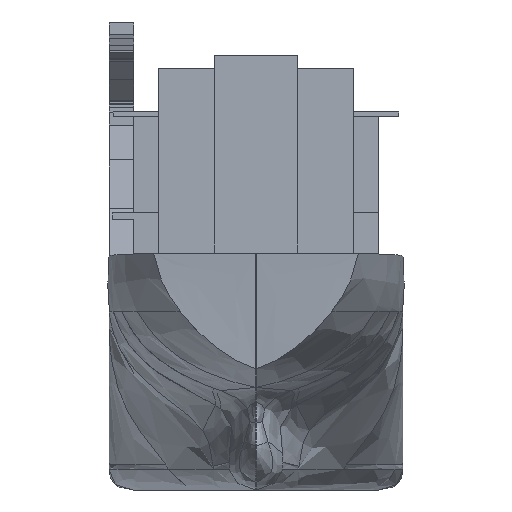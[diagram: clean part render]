
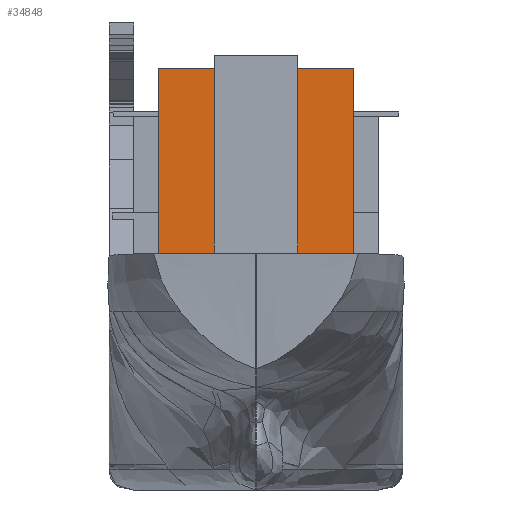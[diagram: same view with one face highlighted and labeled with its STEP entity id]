
A CAD part, left-side view. The second image highlights one B-rep face of the part: STEP entity #34848.
In plain terms, the highlighted planar face has unit normal (-1, 0, 0).
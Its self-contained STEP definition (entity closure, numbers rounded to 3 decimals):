
#8026=CARTESIAN_POINT('Control Point',(4800.,-10.,12664.324)) ;
#8027=CARTESIAN_POINT('Control Point',(4800.,0.,12664.324)) ;
#8028=CARTESIAN_POINT('Vertex',(4800.,0.,12664.324)) ;
#8030=CARTESIAN_POINT('Vertex',(4800.,-10.,12664.324)) ;
#8179=CARTESIAN_POINT('Vertex',(4800.,-5250.,12670.445)) ;
#8183=CARTESIAN_POINT('Control Point',(4800.,-10.,12664.324)) ;
#8184=CARTESIAN_POINT('Control Point',(4800.,-1755.64,12666.374)) ;
#8185=CARTESIAN_POINT('Control Point',(4800.,-3502.336,12668.415)) ;
#8186=CARTESIAN_POINT('Control Point',(4800.,-5250.,12670.445)) ;
#11633=CARTESIAN_POINT('Vertex',(4800.,10.,12664.324)) ;
#11637=CARTESIAN_POINT('Control Point',(4800.,10.,12664.324)) ;
#11638=CARTESIAN_POINT('Control Point',(4800.,1755.64,12666.374)) ;
#11639=CARTESIAN_POINT('Control Point',(4800.,3502.336,12668.415)) ;
#11640=CARTESIAN_POINT('Control Point',(4800.,5250.,12670.445)) ;
#11641=CARTESIAN_POINT('Vertex',(4800.,5250.,12670.445)) ;
#11706=CARTESIAN_POINT('Control Point',(4800.,10.,12664.324)) ;
#11707=CARTESIAN_POINT('Control Point',(4800.,0.,12664.324)) ;
#34753=CARTESIAN_POINT('Line Origine',(4800.,5250.,17710.223)) ;
#34757=CARTESIAN_POINT('Vertex',(4800.,5250.,22750.)) ;
#34822=CARTESIAN_POINT('Axis2P3D Location',(4800.,5250.,14950.)) ;
#34827=CARTESIAN_POINT('Line Origine',(4800.,-5250.,17710.223)) ;
#34831=CARTESIAN_POINT('Vertex',(4800.,-5250.,22750.)) ;
#34834=CARTESIAN_POINT('Line Origine',(4800.,0.,22750.)) ;
#34754=DIRECTION('Vector Direction',(0.,0.,-1.)) ;
#34823=DIRECTION('Axis2P3D Direction',(1.,0.,0.)) ;
#34824=DIRECTION('Axis2P3D XDirection',(0.,-1.,0.)) ;
#34828=DIRECTION('Vector Direction',(0.,0.,-1.)) ;
#34835=DIRECTION('Vector Direction',(0.,-1.,0.)) ;
#34825=AXIS2_PLACEMENT_3D('Plane Axis2P3D',#34822,#34823,#34824) ;
#34840=ORIENTED_EDGE('',*,*,#11643,.T.) ;
#34841=ORIENTED_EDGE('',*,*,#11708,.T.) ;
#34842=ORIENTED_EDGE('',*,*,#8032,.T.) ;
#34843=ORIENTED_EDGE('',*,*,#8187,.F.) ;
#34844=ORIENTED_EDGE('',*,*,#34833,.F.) ;
#34845=ORIENTED_EDGE('',*,*,#34838,.F.) ;
#34846=ORIENTED_EDGE('',*,*,#34759,.T.) ;
#34755=VECTOR('Line Direction',#34754,1.) ;
#34829=VECTOR('Line Direction',#34828,1.) ;
#34836=VECTOR('Line Direction',#34835,1.) ;
#34848=ADVANCED_FACE('\X2\04210431043E0440043A0430\X0\',(#34847),#34826,.F.) ;
#8025=B_SPLINE_CURVE_WITH_KNOTS('',1,(#8026,#8027),.UNSPECIFIED.,.F.,.U.,(2,2),(0.,10.),.UNSPECIFIED.) ;
#8182=B_SPLINE_CURVE_WITH_KNOTS('',3,(#8183,#8184,#8185,#8186),.UNSPECIFIED.,.F.,.U.,(4,4),(0.,7194.25),.UNSPECIFIED.) ;
#11636=B_SPLINE_CURVE_WITH_KNOTS('',3,(#11637,#11638,#11639,#11640),.UNSPECIFIED.,.F.,.U.,(4,4),(0.,7194.25),.UNSPECIFIED.) ;
#11705=B_SPLINE_CURVE_WITH_KNOTS('',1,(#11706,#11707),.UNSPECIFIED.,.F.,.U.,(2,2),(0.,10.),.UNSPECIFIED.) ;
#8032=EDGE_CURVE('',#8029,#8031,#8025,.F.) ;
#8187=EDGE_CURVE('',#8180,#8031,#8182,.F.) ;
#11643=EDGE_CURVE('',#11642,#11634,#11636,.F.) ;
#11708=EDGE_CURVE('',#11634,#8029,#11705,.T.) ;
#34759=EDGE_CURVE('',#34758,#11642,#34756,.T.) ;
#34833=EDGE_CURVE('',#34832,#8180,#34830,.T.) ;
#34838=EDGE_CURVE('',#34758,#34832,#34837,.T.) ;
#34839=EDGE_LOOP('',(#34840,#34841,#34842,#34843,#34844,#34845,#34846)) ;
#34847=FACE_OUTER_BOUND('',#34839,.T.) ;
#34756=LINE('Line',#34753,#34755) ;
#34830=LINE('Line',#34827,#34829) ;
#34837=LINE('Line',#34834,#34836) ;
#34826=PLANE('',#34825) ;
#8029=VERTEX_POINT('',#8028) ;
#8031=VERTEX_POINT('',#8030) ;
#8180=VERTEX_POINT('',#8179) ;
#11634=VERTEX_POINT('',#11633) ;
#11642=VERTEX_POINT('',#11641) ;
#34758=VERTEX_POINT('',#34757) ;
#34832=VERTEX_POINT('',#34831) ;
